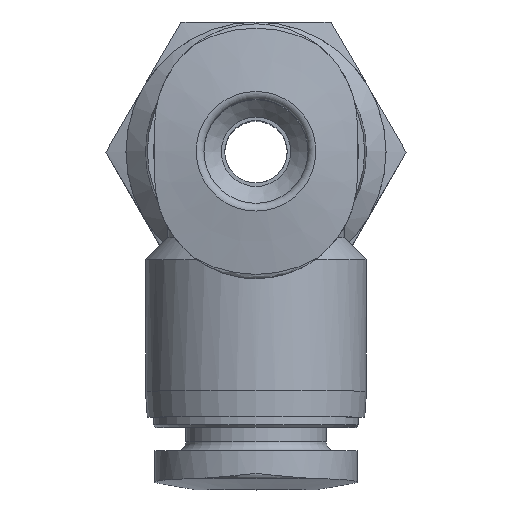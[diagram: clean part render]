
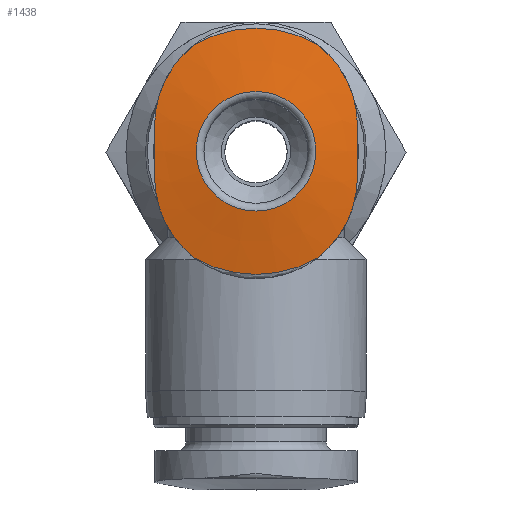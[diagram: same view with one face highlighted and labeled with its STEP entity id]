
A CAD part, top view. The second image highlights one B-rep face of the part: STEP entity #1438.
In plain terms, the highlighted conical face has half-angle 80 degrees and reference radius 2.3 mm.
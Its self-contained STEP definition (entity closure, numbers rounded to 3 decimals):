
#101=CONICAL_SURFACE('',#1555,2.3,1.396);
#170=CIRCLE('',#1552,4.735);
#171=CIRCLE('',#1554,4.735);
#172=CIRCLE('',#1556,2.3);
#328=ORIENTED_EDGE('',*,*,#537,.F.);
#329=ORIENTED_EDGE('',*,*,#522,.F.);
#330=ORIENTED_EDGE('',*,*,#535,.F.);
#331=ORIENTED_EDGE('',*,*,#533,.F.);
#332=ORIENTED_EDGE('',*,*,#536,.F.);
#333=ORIENTED_EDGE('',*,*,#530,.F.);
#334=ORIENTED_EDGE('',*,*,#528,.F.);
#335=ORIENTED_EDGE('',*,*,#525,.F.);
#336=ORIENTED_EDGE('',*,*,#538,.T.);
#522=EDGE_CURVE('',#637,#638,#699,.T.);
#525=EDGE_CURVE('',#640,#641,#702,.T.);
#528=EDGE_CURVE('',#641,#642,#703,.T.);
#530=EDGE_CURVE('',#642,#643,#704,.T.);
#533=EDGE_CURVE('',#645,#646,#707,.T.);
#535=EDGE_CURVE('',#646,#637,#708,.T.);
#536=EDGE_CURVE('',#643,#645,#170,.T.);
#537=EDGE_CURVE('',#638,#640,#171,.T.);
#538=EDGE_CURVE('',#647,#647,#172,.T.);
#637=VERTEX_POINT('',#2163);
#638=VERTEX_POINT('',#2164);
#640=VERTEX_POINT('',#2174);
#641=VERTEX_POINT('',#2179);
#642=VERTEX_POINT('',#2187);
#643=VERTEX_POINT('',#2194);
#645=VERTEX_POINT('',#2204);
#646=VERTEX_POINT('',#2209);
#647=VERTEX_POINT('',#2222);
#699=B_SPLINE_CURVE_WITH_KNOTS('',3,(#2159,#2160,#2161,#2162),
 .UNSPECIFIED.,.F.,.F.,(4,4),(0.,0.004),
 .UNSPECIFIED.);
#702=B_SPLINE_CURVE_WITH_KNOTS('',3,(#2175,#2176,#2177,#2178),
 .UNSPECIFIED.,.F.,.F.,(4,4),(0.,0.004),
 .UNSPECIFIED.);
#703=B_SPLINE_CURVE_WITH_KNOTS('',3,(#2183,#2184,#2185,#2186),
 .UNSPECIFIED.,.F.,.F.,(4,4),(0.002,0.004),
 .UNSPECIFIED.);
#704=B_SPLINE_CURVE_WITH_KNOTS('',3,(#2190,#2191,#2192,#2193),
 .UNSPECIFIED.,.F.,.F.,(4,4),(0.,0.004),
 .UNSPECIFIED.);
#707=B_SPLINE_CURVE_WITH_KNOTS('',3,(#2205,#2206,#2207,#2208),
 .UNSPECIFIED.,.F.,.F.,(4,4),(0.,0.004),
 .UNSPECIFIED.);
#708=B_SPLINE_CURVE_WITH_KNOTS('',3,(#2212,#2213,#2214,#2215),
 .UNSPECIFIED.,.F.,.F.,(4,4),(0.002,0.004),
 .UNSPECIFIED.);
#771=EDGE_LOOP('',(#328,#329,#330,#331,#332,#333,#334,#335));
#772=EDGE_LOOP('',(#336));
#875=FACE_BOUND('',#771,.T.);
#876=FACE_BOUND('',#772,.T.);
#1438=ADVANCED_FACE('',(#875,#876),#101,.T.);
#1552=AXIS2_PLACEMENT_3D('',#2217,#1769,#1770);
#1554=AXIS2_PLACEMENT_3D('',#2219,#1773,#1774);
#1555=AXIS2_PLACEMENT_3D('',#2220,#1775,#1776);
#1556=AXIS2_PLACEMENT_3D('',#2221,#1777,#1778);
#1769=DIRECTION('',(0.,0.,-1.));
#1770=DIRECTION('',(-1.,0.,0.));
#1773=DIRECTION('',(0.,0.,-1.));
#1774=DIRECTION('',(-1.,0.,0.));
#1775=DIRECTION('',(0.,0.,-1.));
#1776=DIRECTION('',(-1.,0.,0.));
#1777=DIRECTION('',(0.,0.,-1.));
#1778=DIRECTION('',(-1.,0.,0.));
#2159=CARTESIAN_POINT('',(-3.9,1.,12.696));
#2160=CARTESIAN_POINT('',(-3.9,2.206,12.643));
#2161=CARTESIAN_POINT('',(-3.322,3.373,12.598));
#2162=CARTESIAN_POINT('',(-2.361,4.104,12.571));
#2163=CARTESIAN_POINT('',(-3.9,1.,12.696));
#2164=CARTESIAN_POINT('',(-2.361,4.104,12.571));
#2174=CARTESIAN_POINT('',(2.361,4.104,12.571));
#2175=CARTESIAN_POINT('',(2.361,4.104,12.571));
#2176=CARTESIAN_POINT('',(3.321,3.373,12.598));
#2177=CARTESIAN_POINT('',(3.9,2.206,12.643));
#2178=CARTESIAN_POINT('',(3.9,1.,12.696));
#2179=CARTESIAN_POINT('',(3.9,1.,12.696));
#2183=CARTESIAN_POINT('',(3.9,1.,12.696));
#2184=CARTESIAN_POINT('',(3.9,0.334,12.725));
#2185=CARTESIAN_POINT('',(3.9,-0.333,12.725));
#2186=CARTESIAN_POINT('',(3.9,-1.,12.696));
#2187=CARTESIAN_POINT('',(3.9,-1.,12.696));
#2190=CARTESIAN_POINT('',(3.9,-1.,12.696));
#2191=CARTESIAN_POINT('',(3.9,-2.206,12.643));
#2192=CARTESIAN_POINT('',(3.322,-3.373,12.598));
#2193=CARTESIAN_POINT('',(2.361,-4.104,12.571));
#2194=CARTESIAN_POINT('',(2.361,-4.104,12.571));
#2204=CARTESIAN_POINT('',(-2.361,-4.104,12.571));
#2205=CARTESIAN_POINT('',(-2.361,-4.104,12.571));
#2206=CARTESIAN_POINT('',(-3.321,-3.373,12.598));
#2207=CARTESIAN_POINT('',(-3.9,-2.206,12.643));
#2208=CARTESIAN_POINT('',(-3.9,-1.,12.696));
#2209=CARTESIAN_POINT('',(-3.9,-1.,12.696));
#2212=CARTESIAN_POINT('',(-3.9,-1.,12.696));
#2213=CARTESIAN_POINT('',(-3.9,-0.334,12.725));
#2214=CARTESIAN_POINT('',(-3.9,0.333,12.725));
#2215=CARTESIAN_POINT('',(-3.9,1.,12.696));
#2217=CARTESIAN_POINT('',(0.,0.,12.571));
#2219=CARTESIAN_POINT('',(0.,0.,12.571));
#2220=CARTESIAN_POINT('',(0.,0.,13.));
#2221=CARTESIAN_POINT('',(0.,0.,13.));
#2222=CARTESIAN_POINT('',(-2.3,0.,13.));
